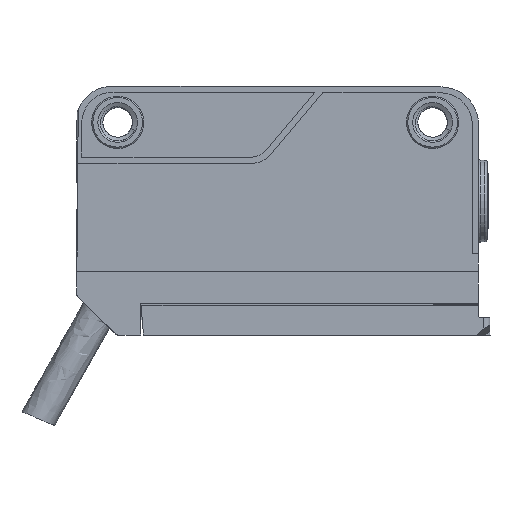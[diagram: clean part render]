
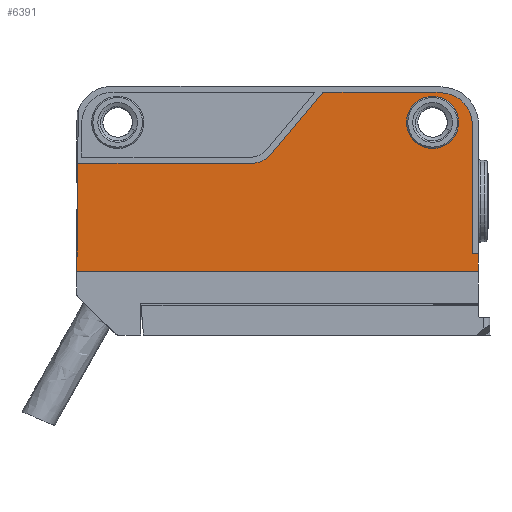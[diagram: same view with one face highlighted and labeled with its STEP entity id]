
A CAD part, left-side view. The second image highlights one B-rep face of the part: STEP entity #6391.
In plain terms, the highlighted planar face has unit normal (-1, 0, 0).
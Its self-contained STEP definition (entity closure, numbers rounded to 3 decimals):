
#186 = DIRECTION ( 'NONE',  ( 0., -1., -0.001 ) ) ;
#727 = DIRECTION ( 'NONE',  ( 0., 0., 1. ) ) ;
#817 = EDGE_CURVE ( 'NONE', #989, #13548, #1788, .T. ) ;
#880 = EDGE_CURVE ( 'NONE', #16523, #6219, #7488, .T. ) ;
#989 = VERTEX_POINT ( 'NONE', #13117 ) ;
#1061 = LINE ( 'NONE', #14283, #8524 ) ;
#1165 = DIRECTION ( 'NONE',  ( 0., -1., 0. ) ) ;
#1188 = DIRECTION ( 'NONE',  ( 1., 0., 0. ) ) ;
#1350 = CARTESIAN_POINT ( 'NONE',  ( -3.3, -26.171, 3.11 ) ) ;
#1432 = CIRCLE ( 'NONE', #16711, 6.653 ) ;
#1484 = ORIENTED_EDGE ( 'NONE', *, *, #817, .T. ) ;
#1788 = CIRCLE ( 'NONE', #10644, 2.5 ) ;
#2511 = CARTESIAN_POINT ( 'NONE',  ( -3.3, -23.141, 14.984 ) ) ;
#2586 = CARTESIAN_POINT ( 'NONE',  ( -3.3, -23.079, 14.906 ) ) ;
#2587 = DIRECTION ( 'NONE',  ( 0., 0., -1. ) ) ;
#2674 = CIRCLE ( 'NONE', #14059, 2.1 ) ;
#2849 = FACE_BOUND ( 'NONE', #13918, .T. ) ;
#3020 = DIRECTION ( 'NONE',  ( 0., -1., 0. ) ) ;
#3155 = CARTESIAN_POINT ( 'NONE',  ( -3.3, -26.171, -1.09 ) ) ;
#3351 = VECTOR ( 'NONE', #2587, 1000. ) ;
#3651 = ORIENTED_EDGE ( 'NONE', *, *, #11587, .F. ) ;
#3742 = DIRECTION ( 'NONE',  ( -1., 0., 0. ) ) ;
#4120 = CARTESIAN_POINT ( 'NONE',  ( -3.3, -22.471, 15.11 ) ) ;
#4125 = AXIS2_PLACEMENT_3D ( 'NONE', #4334, #9637, #3020 ) ;
#4132 = EDGE_CURVE ( 'NONE', #6219, #11897, #6061, .T. ) ;
#4334 = CARTESIAN_POINT ( 'NONE',  ( -3.3, -27.571, -1.09 ) ) ;
#4421 = PLANE ( 'NONE',  #4125 ) ;
#4503 = ORIENTED_EDGE ( 'NONE', *, *, #6181, .T. ) ;
#4519 = VERTEX_POINT ( 'NONE', #9025 ) ;
#4880 = ORIENTED_EDGE ( 'NONE', *, *, #10794, .F. ) ;
#4967 = EDGE_LOOP ( 'NONE', ( #6206, #16481, #4503, #5986, #15556, #4880, #16732, #3651, #1484, #11725, #8717, #9127 ) ) ;
#4968 = DIRECTION ( 'NONE',  ( 0., -1., 0. ) ) ;
#5118 = EDGE_CURVE ( 'NONE', #11576, #15423, #15430, .T. ) ;
#5287 = LINE ( 'NONE', #14654, #5963 ) ;
#5419 = DIRECTION ( 'NONE',  ( 1., 0., 0. ) ) ;
#5538 = CARTESIAN_POINT ( 'NONE',  ( -3.3, -7.874, 13.81 ) ) ;
#5963 = VECTOR ( 'NONE', #7894, 1000. ) ;
#5986 = ORIENTED_EDGE ( 'NONE', *, *, #11512, .T. ) ;
#6061 = CIRCLE ( 'NONE', #11321, 2. ) ;
#6181 = EDGE_CURVE ( 'NONE', #16523, #4519, #9385, .T. ) ;
#6206 = ORIENTED_EDGE ( 'NONE', *, *, #4132, .F. ) ;
#6219 = VERTEX_POINT ( 'NONE', #12146 ) ;
#6391 = ADVANCED_FACE ( 'NONE', ( #16235, #2849 ), #4421, .F. ) ;
#6431 = LINE ( 'NONE', #17018, #3351 ) ;
#6759 = DIRECTION ( 'NONE',  ( -1., 0., 0. ) ) ;
#6773 = CARTESIAN_POINT ( 'NONE',  ( -3.3, 6.255, -0.795 ) ) ;
#6834 = DIRECTION ( 'NONE',  ( 0., 1., 0. ) ) ;
#7488 = LINE ( 'NONE', #12943, #15915 ) ;
#7633 = VECTOR ( 'NONE', #1165, 1000. ) ;
#7690 = DIRECTION ( 'NONE',  ( 0., -0.643, 0.766 ) ) ;
#7767 = VECTOR ( 'NONE', #11024, 1000. ) ;
#7894 = DIRECTION ( 'NONE',  ( 0., -1., 0. ) ) ;
#8094 = EDGE_CURVE ( 'NONE', #10747, #15381, #6431, .T. ) ;
#8398 = VERTEX_POINT ( 'NONE', #16641 ) ;
#8404 = VECTOR ( 'NONE', #186, 1000. ) ;
#8524 = VECTOR ( 'NONE', #7690, 1000. ) ;
#8598 = CARTESIAN_POINT ( 'NONE',  ( -3.3, -26.171, 4.51 ) ) ;
#8717 = ORIENTED_EDGE ( 'NONE', *, *, #14351, .F. ) ;
#9025 = CARTESIAN_POINT ( 'NONE',  ( -3.3, 6.221, 3.11 ) ) ;
#9101 = CARTESIAN_POINT ( 'NONE',  ( -3.3, 2.929, 17.56 ) ) ;
#9127 = ORIENTED_EDGE ( 'NONE', *, *, #12493, .F. ) ;
#9385 = LINE ( 'NONE', #6773, #7767 ) ;
#9430 = DIRECTION ( 'NONE',  ( -1., 0., 0. ) ) ;
#9441 = CARTESIAN_POINT ( 'NONE',  ( -3.3, -22.471, 17.539 ) ) ;
#9503 = DIRECTION ( 'NONE',  ( 0., 1., 0. ) ) ;
#9637 = DIRECTION ( 'NONE',  ( 1., 0., 0. ) ) ;
#9681 = CARTESIAN_POINT ( 'NONE',  ( -3.3, -13.621, 17.547 ) ) ;
#10558 = CARTESIAN_POINT ( 'NONE',  ( -3.3, 6.145, 11.81 ) ) ;
#10644 = AXIS2_PLACEMENT_3D ( 'NONE', #2511, #3742, #4968 ) ;
#10747 = VERTEX_POINT ( 'NONE', #13165 ) ;
#10794 = EDGE_CURVE ( 'NONE', #15381, #15423, #14218, .T. ) ;
#11024 = DIRECTION ( 'NONE',  ( 0., 0.009, -1. ) ) ;
#11321 = AXIS2_PLACEMENT_3D ( 'NONE', #5538, #6759, #12050 ) ;
#11512 = EDGE_CURVE ( 'NONE', #4519, #11576, #5287, .T. ) ;
#11576 = VERTEX_POINT ( 'NONE', #1350 ) ;
#11587 = EDGE_CURVE ( 'NONE', #989, #10747, #15403, .T. ) ;
#11705 = VECTOR ( 'NONE', #727, 1000. ) ;
#11725 = ORIENTED_EDGE ( 'NONE', *, *, #16879, .F. ) ;
#11792 = ORIENTED_EDGE ( 'NONE', *, *, #13373, .F. ) ;
#11873 = DIRECTION ( 'NONE',  ( 0., 1., 0. ) ) ;
#11897 = VERTEX_POINT ( 'NONE', #13575 ) ;
#12015 = CARTESIAN_POINT ( 'NONE',  ( -3.3, -22.465, 10.886 ) ) ;
#12050 = DIRECTION ( 'NONE',  ( 0., 1., 0. ) ) ;
#12070 = VERTEX_POINT ( 'NONE', #9681 ) ;
#12146 = CARTESIAN_POINT ( 'NONE',  ( -3.3, -7.874, 11.81 ) ) ;
#12285 = CARTESIAN_POINT ( 'NONE',  ( -3.3, -23.548, 17.451 ) ) ;
#12493 = EDGE_CURVE ( 'NONE', #11897, #12070, #1061, .T. ) ;
#12943 = CARTESIAN_POINT ( 'NONE',  ( -3.3, 6.329, 11.81 ) ) ;
#13117 = CARTESIAN_POINT ( 'NONE',  ( -3.3, -24.698, 16.94 ) ) ;
#13165 = CARTESIAN_POINT ( 'NONE',  ( -3.3, -25.671, 15.11 ) ) ;
#13373 = EDGE_CURVE ( 'NONE', #8398, #8398, #2674, .T. ) ;
#13548 = VERTEX_POINT ( 'NONE', #12285 ) ;
#13575 = CARTESIAN_POINT ( 'NONE',  ( -3.3, -9.407, 12.525 ) ) ;
#13918 = EDGE_LOOP ( 'NONE', ( #11792 ) ) ;
#14059 = AXIS2_PLACEMENT_3D ( 'NONE', #4120, #9430, #11873 ) ;
#14218 = LINE ( 'NONE', #14390, #7633 ) ;
#14283 = CARTESIAN_POINT ( 'NONE',  ( -3.3, -9.407, 12.525 ) ) ;
#14351 = EDGE_CURVE ( 'NONE', #12070, #17131, #15699, .T. ) ;
#14390 = CARTESIAN_POINT ( 'NONE',  ( -3.3, -25.671, 4.51 ) ) ;
#14654 = CARTESIAN_POINT ( 'NONE',  ( -3.3, -27.571, 3.11 ) ) ;
#14825 = AXIS2_PLACEMENT_3D ( 'NONE', #2586, #1188, #6834 ) ;
#15381 = VERTEX_POINT ( 'NONE', #17201 ) ;
#15387 = DIRECTION ( 'NONE',  ( 0., -1., 0. ) ) ;
#15403 = CIRCLE ( 'NONE', #14825, 2.6 ) ;
#15423 = VERTEX_POINT ( 'NONE', #8598 ) ;
#15430 = LINE ( 'NONE', #3155, #11705 ) ;
#15556 = ORIENTED_EDGE ( 'NONE', *, *, #5118, .T. ) ;
#15699 = LINE ( 'NONE', #9101, #8404 ) ;
#15915 = VECTOR ( 'NONE', #15387, 1000. ) ;
#16235 = FACE_OUTER_BOUND ( 'NONE', #4967, .T. ) ;
#16481 = ORIENTED_EDGE ( 'NONE', *, *, #880, .F. ) ;
#16523 = VERTEX_POINT ( 'NONE', #10558 ) ;
#16641 = CARTESIAN_POINT ( 'NONE',  ( -3.3, -20.371, 15.11 ) ) ;
#16711 = AXIS2_PLACEMENT_3D ( 'NONE', #12015, #5419, #9503 ) ;
#16732 = ORIENTED_EDGE ( 'NONE', *, *, #8094, .F. ) ;
#16879 = EDGE_CURVE ( 'NONE', #17131, #13548, #1432, .T. ) ;
#17018 = CARTESIAN_POINT ( 'NONE',  ( -3.3, -25.671, 15.11 ) ) ;
#17131 = VERTEX_POINT ( 'NONE', #9441 ) ;
#17201 = CARTESIAN_POINT ( 'NONE',  ( -3.3, -25.671, 4.51 ) ) ;
